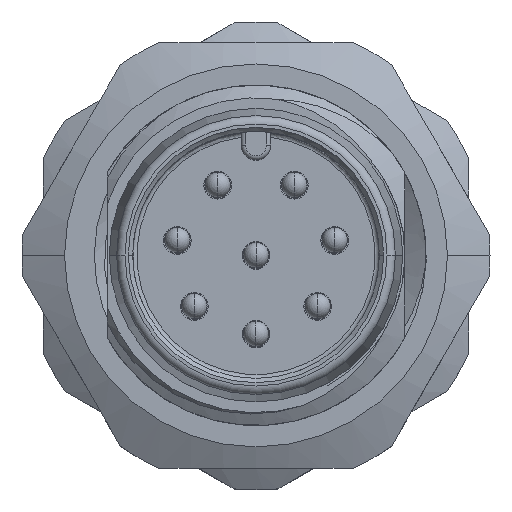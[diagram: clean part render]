
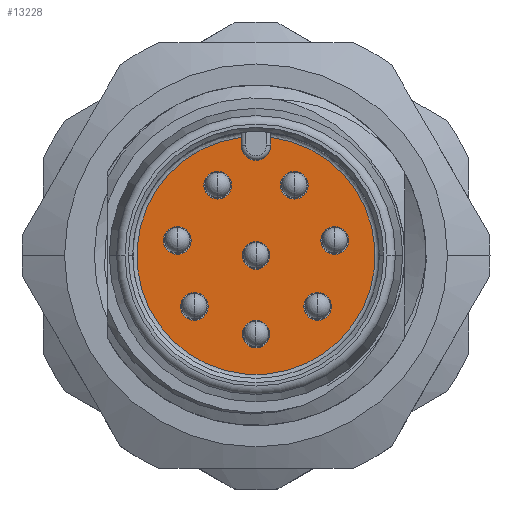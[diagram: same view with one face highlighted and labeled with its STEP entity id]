
A CAD part, top view. The second image highlights one B-rep face of the part: STEP entity #13228.
In plain terms, the highlighted planar face has unit normal (0, 0, 1).
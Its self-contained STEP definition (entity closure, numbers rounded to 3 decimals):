
#11059=CARTESIAN_POINT('',(0.,-1.85,7.));
#11060=DIRECTION('',(0.,0.,1.));
#11061=DIRECTION('',(-1.,0.,0.));
#11062=AXIS2_PLACEMENT_3D('',#11059,#11060,#11061);
#11064=CARTESIAN_POINT('',(0.,-1.85,7.));
#11065=DIRECTION('',(0.,0.,1.));
#11066=DIRECTION('',(1.,0.,0.));
#11067=AXIS2_PLACEMENT_3D('',#11064,#11065,#11066);
#11069=CARTESIAN_POINT('',(-1.45,-1.2,7.));
#11070=DIRECTION('',(0.,0.,1.));
#11071=DIRECTION('',(-1.,0.,0.));
#11072=AXIS2_PLACEMENT_3D('',#11069,#11070,#11071);
#11074=CARTESIAN_POINT('',(-1.45,-1.2,7.));
#11075=DIRECTION('',(0.,0.,1.));
#11076=DIRECTION('',(1.,0.,0.));
#11077=AXIS2_PLACEMENT_3D('',#11074,#11075,#11076);
#11079=CARTESIAN_POINT('',(-1.85,0.35,7.));
#11080=DIRECTION('',(0.,0.,1.));
#11081=DIRECTION('',(-1.,0.,0.));
#11082=AXIS2_PLACEMENT_3D('',#11079,#11080,#11081);
#11084=CARTESIAN_POINT('',(-1.85,0.35,7.));
#11085=DIRECTION('',(0.,0.,1.));
#11086=DIRECTION('',(1.,0.,0.));
#11087=AXIS2_PLACEMENT_3D('',#11084,#11085,#11086);
#11089=CARTESIAN_POINT('',(0.,0.,7.));
#11090=DIRECTION('',(0.,0.,1.));
#11091=DIRECTION('',(-1.,0.,0.));
#11092=AXIS2_PLACEMENT_3D('',#11089,#11090,#11091);
#11094=CARTESIAN_POINT('',(0.,0.,7.));
#11095=DIRECTION('',(0.,0.,1.));
#11096=DIRECTION('',(1.,0.,0.));
#11097=AXIS2_PLACEMENT_3D('',#11094,#11095,#11096);
#11099=CARTESIAN_POINT('',(1.45,-1.2,7.));
#11100=DIRECTION('',(0.,0.,1.));
#11101=DIRECTION('',(-1.,0.,0.));
#11102=AXIS2_PLACEMENT_3D('',#11099,#11100,#11101);
#11104=CARTESIAN_POINT('',(1.45,-1.2,7.));
#11105=DIRECTION('',(0.,0.,1.));
#11106=DIRECTION('',(1.,0.,0.));
#11107=AXIS2_PLACEMENT_3D('',#11104,#11105,#11106);
#11109=CARTESIAN_POINT('',(1.85,0.35,7.));
#11110=DIRECTION('',(0.,0.,1.));
#11111=DIRECTION('',(-1.,0.,0.));
#11112=AXIS2_PLACEMENT_3D('',#11109,#11110,#11111);
#11114=CARTESIAN_POINT('',(1.85,0.35,7.));
#11115=DIRECTION('',(0.,0.,1.));
#11116=DIRECTION('',(1.,0.,0.));
#11117=AXIS2_PLACEMENT_3D('',#11114,#11115,#11116);
#11119=CARTESIAN_POINT('',(0.9,1.65,7.));
#11120=DIRECTION('',(0.,0.,1.));
#11121=DIRECTION('',(-1.,0.,0.));
#11122=AXIS2_PLACEMENT_3D('',#11119,#11120,#11121);
#11124=CARTESIAN_POINT('',(0.9,1.65,7.));
#11125=DIRECTION('',(0.,0.,1.));
#11126=DIRECTION('',(1.,0.,0.));
#11127=AXIS2_PLACEMENT_3D('',#11124,#11125,#11126);
#11129=CARTESIAN_POINT('',(-0.9,1.65,7.));
#11130=DIRECTION('',(0.,0.,1.));
#11131=DIRECTION('',(-1.,0.,0.));
#11132=AXIS2_PLACEMENT_3D('',#11129,#11130,#11131);
#11134=CARTESIAN_POINT('',(-0.9,1.65,7.));
#11135=DIRECTION('',(0.,0.,1.));
#11136=DIRECTION('',(1.,0.,0.));
#11137=AXIS2_PLACEMENT_3D('',#11134,#11135,#11136);
#11139=DIRECTION('',(0.,-1.,0.));
#11140=VECTOR('',#11139,0.192);
#11141=CARTESIAN_POINT('',(-0.35,2.778,7.));
#11142=LINE('',#11141,#11140);
#11143=CARTESIAN_POINT('',(0.,2.586,7.));
#11144=DIRECTION('',(0.,0.,1.));
#11145=DIRECTION('',(-1.,0.,0.));
#11146=AXIS2_PLACEMENT_3D('',#11143,#11144,#11145);
#11148=DIRECTION('',(0.,1.,0.));
#11149=VECTOR('',#11148,0.192);
#11150=CARTESIAN_POINT('',(0.35,2.586,7.));
#11151=LINE('',#11150,#11149);
#11278=CARTESIAN_POINT('',(0.,0.,7.));
#11279=DIRECTION('',(0.,0.,1.));
#11280=DIRECTION('',(-0.125,0.992,0.));
#11281=AXIS2_PLACEMENT_3D('',#11278,#11279,#11280);
#11292=CARTESIAN_POINT('',(0.35,2.778,7.));
#11357=CARTESIAN_POINT('',(-0.35,2.778,7.));
#12295=CARTESIAN_POINT('',(-0.35,2.586,7.));
#12296=CARTESIAN_POINT('',(0.35,2.586,7.));
#12297=VERTEX_POINT('',#12295);
#12298=VERTEX_POINT('',#12296);
#12299=CARTESIAN_POINT('',(-0.325,-1.85,7.));
#12300=CARTESIAN_POINT('',(0.325,-1.85,7.));
#12301=VERTEX_POINT('',#12299);
#12302=VERTEX_POINT('',#12300);
#12303=CARTESIAN_POINT('',(-1.775,-1.2,7.));
#12304=CARTESIAN_POINT('',(-1.125,-1.2,7.));
#12305=VERTEX_POINT('',#12303);
#12306=VERTEX_POINT('',#12304);
#12307=CARTESIAN_POINT('',(-2.175,0.35,7.));
#12308=CARTESIAN_POINT('',(-1.525,0.35,7.));
#12309=VERTEX_POINT('',#12307);
#12310=VERTEX_POINT('',#12308);
#12311=CARTESIAN_POINT('',(-0.325,0.,7.));
#12312=CARTESIAN_POINT('',(0.325,0.,7.));
#12313=VERTEX_POINT('',#12311);
#12314=VERTEX_POINT('',#12312);
#12315=CARTESIAN_POINT('',(1.125,-1.2,7.));
#12316=CARTESIAN_POINT('',(1.775,-1.2,7.));
#12317=VERTEX_POINT('',#12315);
#12318=VERTEX_POINT('',#12316);
#12319=CARTESIAN_POINT('',(1.525,0.35,7.));
#12320=CARTESIAN_POINT('',(2.175,0.35,7.));
#12321=VERTEX_POINT('',#12319);
#12322=VERTEX_POINT('',#12320);
#12323=CARTESIAN_POINT('',(0.575,1.65,7.));
#12324=CARTESIAN_POINT('',(1.225,1.65,7.));
#12325=VERTEX_POINT('',#12323);
#12326=VERTEX_POINT('',#12324);
#12327=CARTESIAN_POINT('',(-1.225,1.65,7.));
#12328=CARTESIAN_POINT('',(-0.575,1.65,7.));
#12329=VERTEX_POINT('',#12327);
#12330=VERTEX_POINT('',#12328);
#12331=VERTEX_POINT('',#11292);
#12334=VERTEX_POINT('',#11357);
#13167=CARTESIAN_POINT('',(0.,0.,7.));
#13168=DIRECTION('',(0.,0.,1.));
#13169=DIRECTION('',(-1.,0.,0.));
#13170=AXIS2_PLACEMENT_3D('',#13167,#13168,#13169);
#13171=PLANE('',#13170);
#13173=ORIENTED_EDGE('',*,*,#13172,.F.);
#13175=ORIENTED_EDGE('',*,*,#13174,.T.);
#13177=ORIENTED_EDGE('',*,*,#13176,.T.);
#13179=ORIENTED_EDGE('',*,*,#13178,.T.);
#13180=EDGE_LOOP('',(#13173,#13175,#13177,#13179));
#13181=FACE_OUTER_BOUND('',#13180,.F.);
#13183=ORIENTED_EDGE('',*,*,#13182,.T.);
#13185=ORIENTED_EDGE('',*,*,#13184,.T.);
#13186=EDGE_LOOP('',(#13183,#13185));
#13187=FACE_BOUND('',#13186,.F.);
#13189=ORIENTED_EDGE('',*,*,#13188,.T.);
#13191=ORIENTED_EDGE('',*,*,#13190,.T.);
#13192=EDGE_LOOP('',(#13189,#13191));
#13193=FACE_BOUND('',#13192,.F.);
#13195=ORIENTED_EDGE('',*,*,#13194,.T.);
#13197=ORIENTED_EDGE('',*,*,#13196,.T.);
#13198=EDGE_LOOP('',(#13195,#13197));
#13199=FACE_BOUND('',#13198,.F.);
#13201=ORIENTED_EDGE('',*,*,#13200,.T.);
#13203=ORIENTED_EDGE('',*,*,#13202,.T.);
#13204=EDGE_LOOP('',(#13201,#13203));
#13205=FACE_BOUND('',#13204,.F.);
#13207=ORIENTED_EDGE('',*,*,#13206,.T.);
#13209=ORIENTED_EDGE('',*,*,#13208,.T.);
#13210=EDGE_LOOP('',(#13207,#13209));
#13211=FACE_BOUND('',#13210,.F.);
#13213=ORIENTED_EDGE('',*,*,#13212,.T.);
#13215=ORIENTED_EDGE('',*,*,#13214,.T.);
#13216=EDGE_LOOP('',(#13213,#13215));
#13217=FACE_BOUND('',#13216,.F.);
#13219=ORIENTED_EDGE('',*,*,#13218,.T.);
#13221=ORIENTED_EDGE('',*,*,#13220,.T.);
#13222=EDGE_LOOP('',(#13219,#13221));
#13223=FACE_BOUND('',#13222,.F.);
#13224=ORIENTED_EDGE('',*,*,#13147,.T.);
#13225=ORIENTED_EDGE('',*,*,#13161,.T.);
#13226=EDGE_LOOP('',(#13224,#13225));
#13227=FACE_BOUND('',#13226,.F.);
#11063=CIRCLE('',#11062,0.325);
#11068=CIRCLE('',#11067,0.325);
#11073=CIRCLE('',#11072,0.325);
#11078=CIRCLE('',#11077,0.325);
#11083=CIRCLE('',#11082,0.325);
#11088=CIRCLE('',#11087,0.325);
#11093=CIRCLE('',#11092,0.325);
#11098=CIRCLE('',#11097,0.325);
#11103=CIRCLE('',#11102,0.325);
#11108=CIRCLE('',#11107,0.325);
#11113=CIRCLE('',#11112,0.325);
#11118=CIRCLE('',#11117,0.325);
#11123=CIRCLE('',#11122,0.325);
#11128=CIRCLE('',#11127,0.325);
#11133=CIRCLE('',#11132,0.325);
#11138=CIRCLE('',#11137,0.325);
#11147=CIRCLE('',#11146,0.35);
#11282=CIRCLE('',#11281,2.8);
#13147=EDGE_CURVE('',#12301,#12302,#11063,.T.);
#13161=EDGE_CURVE('',#12302,#12301,#11068,.T.);
#13172=EDGE_CURVE('',#12334,#12331,#11282,.T.);
#13174=EDGE_CURVE('',#12334,#12297,#11142,.T.);
#13176=EDGE_CURVE('',#12297,#12298,#11147,.T.);
#13178=EDGE_CURVE('',#12298,#12331,#11151,.T.);
#13182=EDGE_CURVE('',#12305,#12306,#11073,.T.);
#13184=EDGE_CURVE('',#12306,#12305,#11078,.T.);
#13188=EDGE_CURVE('',#12309,#12310,#11083,.T.);
#13190=EDGE_CURVE('',#12310,#12309,#11088,.T.);
#13194=EDGE_CURVE('',#12313,#12314,#11093,.T.);
#13196=EDGE_CURVE('',#12314,#12313,#11098,.T.);
#13200=EDGE_CURVE('',#12317,#12318,#11103,.T.);
#13202=EDGE_CURVE('',#12318,#12317,#11108,.T.);
#13206=EDGE_CURVE('',#12321,#12322,#11113,.T.);
#13208=EDGE_CURVE('',#12322,#12321,#11118,.T.);
#13212=EDGE_CURVE('',#12325,#12326,#11123,.T.);
#13214=EDGE_CURVE('',#12326,#12325,#11128,.T.);
#13218=EDGE_CURVE('',#12329,#12330,#11133,.T.);
#13220=EDGE_CURVE('',#12330,#12329,#11138,.T.);
#13228=ADVANCED_FACE('',(#13181,#13187,#13193,#13199,#13205,#13211,#13217,
#13223,#13227),#13171,.T.);
